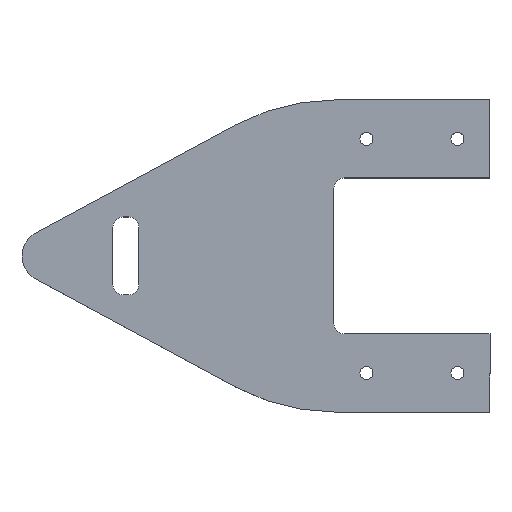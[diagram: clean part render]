
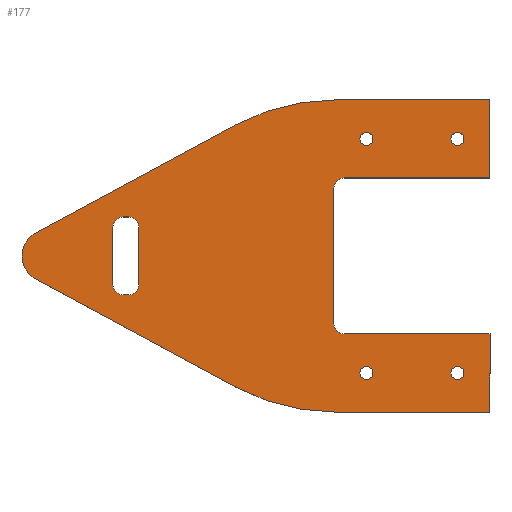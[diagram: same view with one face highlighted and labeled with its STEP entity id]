
A CAD part, top view. The second image highlights one B-rep face of the part: STEP entity #177.
In plain terms, the highlighted planar face has unit normal (0, 0, 1).
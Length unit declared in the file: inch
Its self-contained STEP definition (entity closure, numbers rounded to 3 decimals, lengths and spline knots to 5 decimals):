
#96=FACE_BOUND('',#254,.T.);
#97=FACE_BOUND('',#255,.T.);
#98=FACE_BOUND('',#256,.T.);
#99=FACE_BOUND('',#257,.T.);
#100=FACE_BOUND('',#258,.T.);
#101=FACE_BOUND('',#259,.T.);
#130=CIRCLE('',#680,0.25);
#131=CIRCLE('',#683,0.0625);
#133=CIRCLE('',#686,0.0625);
#135=CIRCLE('',#689,0.0625);
#137=CIRCLE('',#692,0.0625);
#139=CIRCLE('',#697,2.);
#140=CIRCLE('',#698,0.1);
#141=CIRCLE('',#699,0.1);
#142=CIRCLE('',#700,2.);
#143=CIRCLE('',#701,0.1);
#144=CIRCLE('',#702,0.1);
#145=CIRCLE('',#703,0.1);
#146=CIRCLE('',#704,0.1);
#177=ADVANCED_FACE('',(#96,#97,#98,#99,#100,#101),#204,.T.);
#204=PLANE('',#705);
#254=EDGE_LOOP('',(#346,#347,#348,#349,#350,#351,#352,#353,#354,#355,#356,
#357,#358,#359));
#255=EDGE_LOOP('',(#360));
#256=EDGE_LOOP('',(#361));
#257=EDGE_LOOP('',(#362));
#258=EDGE_LOOP('',(#363));
#259=EDGE_LOOP('',(#364,#365,#366,#367,#368,#369,#370,#371));
#346=ORIENTED_EDGE('',*,*,#536,.T.);
#347=ORIENTED_EDGE('',*,*,#552,.T.);
#348=ORIENTED_EDGE('',*,*,#545,.T.);
#349=ORIENTED_EDGE('',*,*,#508,.T.);
#350=ORIENTED_EDGE('',*,*,#512,.T.);
#351=ORIENTED_EDGE('',*,*,#553,.T.);
#352=ORIENTED_EDGE('',*,*,#513,.T.);
#353=ORIENTED_EDGE('',*,*,#554,.T.);
#354=ORIENTED_EDGE('',*,*,#517,.T.);
#355=ORIENTED_EDGE('',*,*,#523,.T.);
#356=ORIENTED_EDGE('',*,*,#526,.T.);
#357=ORIENTED_EDGE('',*,*,#555,.T.);
#358=ORIENTED_EDGE('',*,*,#527,.T.);
#359=ORIENTED_EDGE('',*,*,#533,.T.);
#360=ORIENTED_EDGE('',*,*,#543,.T.);
#361=ORIENTED_EDGE('',*,*,#541,.F.);
#362=ORIENTED_EDGE('',*,*,#539,.T.);
#363=ORIENTED_EDGE('',*,*,#537,.F.);
#364=ORIENTED_EDGE('',*,*,#548,.T.);
#365=ORIENTED_EDGE('',*,*,#556,.T.);
#366=ORIENTED_EDGE('',*,*,#494,.T.);
#367=ORIENTED_EDGE('',*,*,#557,.T.);
#368=ORIENTED_EDGE('',*,*,#500,.T.);
#369=ORIENTED_EDGE('',*,*,#558,.T.);
#370=ORIENTED_EDGE('',*,*,#504,.T.);
#371=ORIENTED_EDGE('',*,*,#559,.T.);
#438=VERTEX_POINT('',#907);
#439=VERTEX_POINT('',#908);
#444=VERTEX_POINT('',#919);
#445=VERTEX_POINT('',#921);
#448=VERTEX_POINT('',#928);
#449=VERTEX_POINT('',#930);
#452=VERTEX_POINT('',#937);
#453=VERTEX_POINT('',#939);
#455=VERTEX_POINT('',#945);
#456=VERTEX_POINT('',#949);
#457=VERTEX_POINT('',#950);
#460=VERTEX_POINT('',#958);
#461=VERTEX_POINT('',#959);
#465=VERTEX_POINT('',#969);
#467=VERTEX_POINT('',#975);
#468=VERTEX_POINT('',#979);
#469=VERTEX_POINT('',#980);
#473=VERTEX_POINT('',#990);
#475=VERTEX_POINT('',#996);
#476=VERTEX_POINT('',#1000);
#478=VERTEX_POINT('',#1005);
#480=VERTEX_POINT('',#1010);
#482=VERTEX_POINT('',#1015);
#484=VERTEX_POINT('',#1020);
#486=VERTEX_POINT('',#1026);
#487=VERTEX_POINT('',#1027);
#494=EDGE_CURVE('',#438,#439,#572,.T.);
#500=EDGE_CURVE('',#445,#444,#578,.T.);
#504=EDGE_CURVE('',#449,#448,#582,.T.);
#508=EDGE_CURVE('',#453,#452,#586,.T.);
#512=EDGE_CURVE('',#452,#455,#590,.T.);
#513=EDGE_CURVE('',#456,#457,#591,.T.);
#517=EDGE_CURVE('',#460,#461,#595,.T.);
#523=EDGE_CURVE('',#461,#465,#601,.T.);
#526=EDGE_CURVE('',#465,#467,#604,.T.);
#527=EDGE_CURVE('',#468,#469,#605,.T.);
#533=EDGE_CURVE('',#469,#473,#130,.T.);
#536=EDGE_CURVE('',#473,#475,#612,.T.);
#537=EDGE_CURVE('',#476,#476,#131,.T.);
#539=EDGE_CURVE('',#478,#478,#133,.T.);
#541=EDGE_CURVE('',#480,#480,#135,.T.);
#543=EDGE_CURVE('',#482,#482,#137,.T.);
#545=EDGE_CURVE('',#484,#453,#613,.T.);
#548=EDGE_CURVE('',#486,#487,#616,.T.);
#552=EDGE_CURVE('',#475,#484,#139,.T.);
#553=EDGE_CURVE('',#455,#456,#140,.T.);
#554=EDGE_CURVE('',#457,#460,#141,.T.);
#555=EDGE_CURVE('',#467,#468,#142,.T.);
#556=EDGE_CURVE('',#487,#438,#143,.T.);
#557=EDGE_CURVE('',#439,#445,#144,.T.);
#558=EDGE_CURVE('',#444,#449,#145,.T.);
#559=EDGE_CURVE('',#448,#486,#146,.T.);
#572=LINE('',#906,#620);
#578=LINE('',#920,#626);
#582=LINE('',#929,#630);
#586=LINE('',#938,#634);
#590=LINE('',#946,#638);
#591=LINE('',#948,#639);
#595=LINE('',#957,#643);
#601=LINE('',#970,#649);
#604=LINE('',#976,#652);
#605=LINE('',#978,#653);
#612=LINE('',#997,#660);
#613=LINE('',#1019,#661);
#616=LINE('',#1025,#664);
#620=VECTOR('',#733,1.);
#626=VECTOR('',#741,1.);
#630=VECTOR('',#747,1.);
#634=VECTOR('',#753,1.);
#638=VECTOR('',#759,1.);
#639=VECTOR('',#762,1.);
#643=VECTOR('',#768,1.);
#649=VECTOR('',#776,1.);
#652=VECTOR('',#781,1.);
#653=VECTOR('',#784,1.);
#660=VECTOR('',#799,1.);
#661=VECTOR('',#826,1.);
#664=VECTOR('',#831,1.);
#680=AXIS2_PLACEMENT_3D('',#991,#793,#794);
#683=AXIS2_PLACEMENT_3D('',#999,#802,#803);
#686=AXIS2_PLACEMENT_3D('',#1004,#808,#809);
#689=AXIS2_PLACEMENT_3D('',#1009,#814,#815);
#692=AXIS2_PLACEMENT_3D('',#1014,#820,#821);
#697=AXIS2_PLACEMENT_3D('',#1034,#837,#838);
#698=AXIS2_PLACEMENT_3D('',#1035,#839,#840);
#699=AXIS2_PLACEMENT_3D('',#1036,#841,#842);
#700=AXIS2_PLACEMENT_3D('',#1037,#843,#844);
#701=AXIS2_PLACEMENT_3D('',#1038,#845,#846);
#702=AXIS2_PLACEMENT_3D('',#1039,#847,#848);
#703=AXIS2_PLACEMENT_3D('',#1040,#849,#850);
#704=AXIS2_PLACEMENT_3D('',#1041,#851,#852);
#705=AXIS2_PLACEMENT_3D('',#1042,#853,#854);
#733=DIRECTION('',(0.,1.,0.));
#741=DIRECTION('',(1.,0.,0.));
#747=DIRECTION('',(0.,-1.,0.));
#753=DIRECTION('',(0.,1.,0.));
#759=DIRECTION('',(-1.,0.,0.));
#762=DIRECTION('',(0.,1.,0.));
#768=DIRECTION('',(1.,0.,0.));
#776=DIRECTION('',(0.,1.,0.));
#781=DIRECTION('',(-1.,0.,0.));
#784=DIRECTION('',(-0.88,-0.475,0.));
#793=DIRECTION('',(0.,0.,1.));
#794=DIRECTION('',(1.,0.,0.));
#799=DIRECTION('',(0.88,-0.475,0.));
#802=DIRECTION('',(0.,0.,1.));
#803=DIRECTION('',(1.,0.,0.));
#808=DIRECTION('',(0.,0.,-1.));
#809=DIRECTION('',(1.,0.,0.));
#814=DIRECTION('',(0.,0.,1.));
#815=DIRECTION('',(1.,0.,0.));
#820=DIRECTION('',(0.,0.,-1.));
#821=DIRECTION('',(1.,0.,0.));
#826=DIRECTION('',(1.,0.,0.));
#831=DIRECTION('',(-1.,0.,0.));
#837=DIRECTION('',(0.,0.,1.));
#838=DIRECTION('',(1.,0.,0.));
#839=DIRECTION('',(0.,0.,-1.));
#840=DIRECTION('',(1.,0.,0.));
#841=DIRECTION('',(0.,0.,-1.));
#842=DIRECTION('',(1.,0.,0.));
#843=DIRECTION('',(0.,0.,1.));
#844=DIRECTION('',(1.,0.,0.));
#845=DIRECTION('',(0.,0.,-1.));
#846=DIRECTION('',(1.,0.,0.));
#847=DIRECTION('',(0.,0.,-1.));
#848=DIRECTION('',(1.,0.,0.));
#849=DIRECTION('',(0.,0.,-1.));
#850=DIRECTION('',(1.,0.,0.));
#851=DIRECTION('',(0.,0.,-1.));
#852=DIRECTION('',(1.,0.,0.));
#853=DIRECTION('',(0.,0.,1.));
#854=DIRECTION('',(1.,0.,0.));
#906=CARTESIAN_POINT('',(-3.625,-0.375,0.25));
#907=CARTESIAN_POINT('',(-3.625,-0.275,0.25));
#908=CARTESIAN_POINT('',(-3.625,0.275,0.25));
#919=CARTESIAN_POINT('',(-3.475,0.375,0.25));
#920=CARTESIAN_POINT('',(-3.625,0.375,0.25));
#921=CARTESIAN_POINT('',(-3.525,0.375,0.25));
#928=CARTESIAN_POINT('',(-3.375,-0.275,0.25));
#929=CARTESIAN_POINT('',(-3.375,0.375,0.25));
#930=CARTESIAN_POINT('',(-3.375,0.275,0.25));
#937=CARTESIAN_POINT('',(0.,-0.75,0.25));
#938=CARTESIAN_POINT('',(0.,-1.5,0.25));
#939=CARTESIAN_POINT('',(0.,-1.5,0.25));
#945=CARTESIAN_POINT('',(-1.4,-0.75,0.25));
#946=CARTESIAN_POINT('',(0.,-0.75,0.25));
#948=CARTESIAN_POINT('',(-1.5,-0.75,0.25));
#949=CARTESIAN_POINT('',(-1.5,-0.65,0.25));
#950=CARTESIAN_POINT('',(-1.5,0.65,0.25));
#957=CARTESIAN_POINT('',(-1.5,0.75,0.25));
#958=CARTESIAN_POINT('',(-1.4,0.75,0.25));
#959=CARTESIAN_POINT('',(0.,0.75,0.25));
#969=CARTESIAN_POINT('',(0.,1.5,0.25));
#970=CARTESIAN_POINT('',(0.,0.75,0.25));
#975=CARTESIAN_POINT('',(-1.49419,1.5,0.25));
#976=CARTESIAN_POINT('',(0.,1.5,0.25));
#978=CARTESIAN_POINT('',(-2.,1.5,0.25));
#979=CARTESIAN_POINT('',(-2.44499,1.25954,0.25));
#980=CARTESIAN_POINT('',(-4.36885,0.21994,0.25));
#990=CARTESIAN_POINT('',(-4.36885,-0.21994,0.25));
#991=CARTESIAN_POINT('',(-4.25,0.,0.25));
#996=CARTESIAN_POINT('',(-2.44499,-1.25954,0.25));
#997=CARTESIAN_POINT('',(-4.36885,-0.21994,0.25));
#999=CARTESIAN_POINT('',(-0.3125,1.125,0.25));
#1000=CARTESIAN_POINT('',(-0.25,1.125,0.25));
#1004=CARTESIAN_POINT('',(-1.1875,-1.125,0.25));
#1005=CARTESIAN_POINT('',(-1.125,-1.125,0.25));
#1009=CARTESIAN_POINT('',(-1.1875,1.125,0.25));
#1010=CARTESIAN_POINT('',(-1.125,1.125,0.25));
#1014=CARTESIAN_POINT('',(-0.3125,-1.125,0.25));
#1015=CARTESIAN_POINT('',(-0.25,-1.125,0.25));
#1019=CARTESIAN_POINT('',(-2.,-1.5,0.25));
#1020=CARTESIAN_POINT('',(-1.49419,-1.5,0.25));
#1025=CARTESIAN_POINT('',(-3.375,-0.375,0.25));
#1026=CARTESIAN_POINT('',(-3.475,-0.375,0.25));
#1027=CARTESIAN_POINT('',(-3.525,-0.375,0.25));
#1034=CARTESIAN_POINT('',(-1.49419,0.5,0.25));
#1035=CARTESIAN_POINT('',(-1.4,-0.65,0.25));
#1036=CARTESIAN_POINT('',(-1.4,0.65,0.25));
#1037=CARTESIAN_POINT('',(-1.49419,-0.5,0.25));
#1038=CARTESIAN_POINT('',(-3.525,-0.275,0.25));
#1039=CARTESIAN_POINT('',(-3.525,0.275,0.25));
#1040=CARTESIAN_POINT('',(-3.475,0.275,0.25));
#1041=CARTESIAN_POINT('',(-3.475,-0.275,0.25));
#1042=CARTESIAN_POINT('',(-4.25,0.,0.25));
